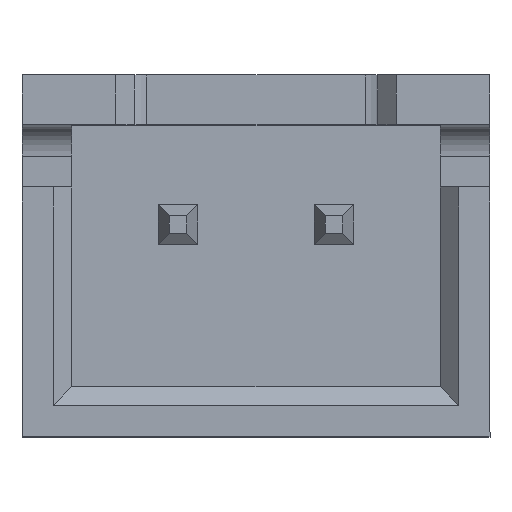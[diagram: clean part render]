
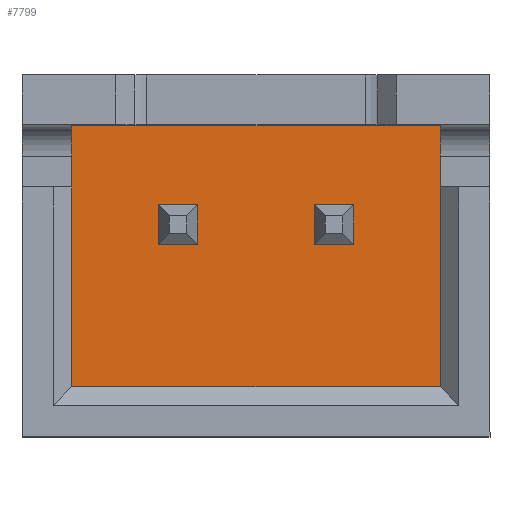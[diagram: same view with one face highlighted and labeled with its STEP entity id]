
A CAD part, top view. The second image highlights one B-rep face of the part: STEP entity #7799.
In plain terms, the highlighted planar face has unit normal (0, 0, 1).
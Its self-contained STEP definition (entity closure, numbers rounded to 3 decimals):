
#24 = CARTESIAN_POINT ( 'NONE',  ( 0.93, 0.01, 2. ) ) ;
#238 = EDGE_CURVE ( 'NONE', #1911, #9877, #14469, .T. ) ;
#290 = LINE ( 'NONE', #4942, #1600 ) ;
#678 = LINE ( 'NONE', #3782, #14425 ) ;
#699 = LINE ( 'NONE', #6315, #3158 ) ;
#722 = CARTESIAN_POINT ( 'NONE',  ( 0., 0.19, 2. ) ) ;
#774 = EDGE_CURVE ( 'NONE', #12048, #9067, #10029, .T. ) ;
#988 = VERTEX_POINT ( 'NONE', #5985 ) ;
#999 = EDGE_CURVE ( 'NONE', #12775, #12048, #4100, .T. ) ;
#1356 = EDGE_CURVE ( 'NONE', #9877, #7440, #6007, .T. ) ;
#1600 = VECTOR ( 'NONE', #9204, 1000. ) ;
#1615 = CARTESIAN_POINT ( 'NONE',  ( 1.57, 0.83, 2. ) ) ;
#1667 = VECTOR ( 'NONE', #11374, 1000. ) ;
#1819 = ORIENTED_EDGE ( 'NONE', *, *, #6837, .T. ) ;
#1911 = VERTEX_POINT ( 'NONE', #7647 ) ;
#2541 = EDGE_CURVE ( 'NONE', #7561, #12515, #6184, .T. ) ;
#2981 = EDGE_CURVE ( 'NONE', #988, #1911, #678, .T. ) ;
#3124 = DIRECTION ( 'NONE',  ( 1., 0., 0. ) ) ;
#3137 = CARTESIAN_POINT ( 'NONE',  ( -2.95, 2.11, 2. ) ) ;
#3158 = VECTOR ( 'NONE', #6389, 1000. ) ;
#3699 = EDGE_LOOP ( 'NONE', ( #14061, #1819, #13744, #9212 ) ) ;
#3782 = CARTESIAN_POINT ( 'NONE',  ( -2.95, -2.09, 2. ) ) ;
#3940 = LINE ( 'NONE', #10935, #6496 ) ;
#4100 = LINE ( 'NONE', #722, #5477 ) ;
#4241 = CARTESIAN_POINT ( 'NONE',  ( 0., 0.83, 2. ) ) ;
#4365 = DIRECTION ( 'NONE',  ( 0., 1., 0. ) ) ;
#4942 = CARTESIAN_POINT ( 'NONE',  ( -1.57, 0.01, 2. ) ) ;
#5351 = EDGE_CURVE ( 'NONE', #12775, #13251, #12116, .T. ) ;
#5477 = VECTOR ( 'NONE', #13015, 1000. ) ;
#5615 = ORIENTED_EDGE ( 'NONE', *, *, #2981, .T. ) ;
#5774 = ORIENTED_EDGE ( 'NONE', *, *, #238, .T. ) ;
#5790 = VERTEX_POINT ( 'NONE', #9826 ) ;
#5952 = VECTOR ( 'NONE', #13927, 1000. ) ;
#5985 = CARTESIAN_POINT ( 'NONE',  ( -2.95, -2.09, 2. ) ) ;
#6007 = LINE ( 'NONE', #12693, #5952 ) ;
#6009 = EDGE_LOOP ( 'NONE', ( #10782, #11364, #5615, #5774 ) ) ;
#6184 = LINE ( 'NONE', #10801, #13694 ) ;
#6315 = CARTESIAN_POINT ( 'NONE',  ( -2.95, 2.11, 2. ) ) ;
#6352 = VERTEX_POINT ( 'NONE', #7564 ) ;
#6389 = DIRECTION ( 'NONE',  ( 0., -1., 0. ) ) ;
#6496 = VECTOR ( 'NONE', #3124, 1000. ) ;
#6642 = VECTOR ( 'NONE', #4365, 1000. ) ;
#6815 = PLANE ( 'NONE',  #11560 ) ;
#6837 = EDGE_CURVE ( 'NONE', #6352, #7561, #290, .T. ) ;
#7200 = DIRECTION ( 'NONE',  ( 0., 0., 1. ) ) ;
#7277 = CARTESIAN_POINT ( 'NONE',  ( 0., 0.01, 2. ) ) ;
#7319 = VECTOR ( 'NONE', #14379, 1000. ) ;
#7440 = VERTEX_POINT ( 'NONE', #3137 ) ;
#7516 = CARTESIAN_POINT ( 'NONE',  ( -0.93, 0.01, 2. ) ) ;
#7561 = VERTEX_POINT ( 'NONE', #12788 ) ;
#7564 = CARTESIAN_POINT ( 'NONE',  ( -1.57, 0.19, 2. ) ) ;
#7647 = CARTESIAN_POINT ( 'NONE',  ( 2.95, -2.09, 2. ) ) ;
#7799 = ADVANCED_FACE ( 'NONE', ( #12610, #7956, #12470 ), #6815, .T. ) ;
#7956 = FACE_BOUND ( 'NONE', #3699, .T. ) ;
#8090 = CARTESIAN_POINT ( 'NONE',  ( 1.57, 0.19, 2. ) ) ;
#8333 = DIRECTION ( 'NONE',  ( -1., 0., 0. ) ) ;
#8620 = EDGE_CURVE ( 'NONE', #6352, #5790, #3940, .T. ) ;
#8646 = CARTESIAN_POINT ( 'NONE',  ( 1.57, 0.01, 2. ) ) ;
#8806 = DIRECTION ( 'NONE',  ( 1., 0., 0. ) ) ;
#9067 = VERTEX_POINT ( 'NONE', #1615 ) ;
#9204 = DIRECTION ( 'NONE',  ( 0., 1., 0. ) ) ;
#9212 = ORIENTED_EDGE ( 'NONE', *, *, #10331, .F. ) ;
#9667 = DIRECTION ( 'NONE',  ( 1., 0., 0. ) ) ;
#9826 = CARTESIAN_POINT ( 'NONE',  ( -0.93, 0.19, 2. ) ) ;
#9877 = VERTEX_POINT ( 'NONE', #12084 ) ;
#9918 = LINE ( 'NONE', #4241, #11228 ) ;
#9993 = CARTESIAN_POINT ( 'NONE',  ( 0.93, 0.19, 2. ) ) ;
#10029 = LINE ( 'NONE', #8646, #6642 ) ;
#10331 = EDGE_CURVE ( 'NONE', #5790, #12515, #12174, .T. ) ;
#10596 = EDGE_CURVE ( 'NONE', #13251, #9067, #9918, .T. ) ;
#10627 = CARTESIAN_POINT ( 'NONE',  ( 0.93, 0.83, 2. ) ) ;
#10718 = DIRECTION ( 'NONE',  ( 1., 0., 0. ) ) ;
#10782 = ORIENTED_EDGE ( 'NONE', *, *, #1356, .T. ) ;
#10801 = CARTESIAN_POINT ( 'NONE',  ( 0., 0.83, 2. ) ) ;
#10935 = CARTESIAN_POINT ( 'NONE',  ( 0., 0.19, 2. ) ) ;
#11212 = VECTOR ( 'NONE', #13203, 1000. ) ;
#11228 = VECTOR ( 'NONE', #8806, 1000. ) ;
#11364 = ORIENTED_EDGE ( 'NONE', *, *, #11885, .T. ) ;
#11374 = DIRECTION ( 'NONE',  ( 0., 1., 0. ) ) ;
#11560 = AXIS2_PLACEMENT_3D ( 'NONE', #7277, #7200, #8333 ) ;
#11707 = ORIENTED_EDGE ( 'NONE', *, *, #10596, .T. ) ;
#11765 = EDGE_LOOP ( 'NONE', ( #13424, #13726, #11707, #11792 ) ) ;
#11792 = ORIENTED_EDGE ( 'NONE', *, *, #774, .F. ) ;
#11885 = EDGE_CURVE ( 'NONE', #7440, #988, #699, .T. ) ;
#12048 = VERTEX_POINT ( 'NONE', #8090 ) ;
#12084 = CARTESIAN_POINT ( 'NONE',  ( 2.95, 2.11, 2. ) ) ;
#12116 = LINE ( 'NONE', #24, #7319 ) ;
#12149 = CARTESIAN_POINT ( 'NONE',  ( -0.93, 0.83, 2. ) ) ;
#12174 = LINE ( 'NONE', #7516, #11212 ) ;
#12470 = FACE_BOUND ( 'NONE', #11765, .T. ) ;
#12515 = VERTEX_POINT ( 'NONE', #12149 ) ;
#12610 = FACE_OUTER_BOUND ( 'NONE', #6009, .T. ) ;
#12693 = CARTESIAN_POINT ( 'NONE',  ( 2.95, 2.11, 2. ) ) ;
#12775 = VERTEX_POINT ( 'NONE', #9993 ) ;
#12788 = CARTESIAN_POINT ( 'NONE',  ( -1.57, 0.83, 2. ) ) ;
#13015 = DIRECTION ( 'NONE',  ( 1., 0., 0. ) ) ;
#13203 = DIRECTION ( 'NONE',  ( 0., 1., 0. ) ) ;
#13251 = VERTEX_POINT ( 'NONE', #10627 ) ;
#13424 = ORIENTED_EDGE ( 'NONE', *, *, #999, .F. ) ;
#13694 = VECTOR ( 'NONE', #10718, 1000. ) ;
#13726 = ORIENTED_EDGE ( 'NONE', *, *, #5351, .T. ) ;
#13744 = ORIENTED_EDGE ( 'NONE', *, *, #2541, .T. ) ;
#13927 = DIRECTION ( 'NONE',  ( -1., 0., 0. ) ) ;
#14061 = ORIENTED_EDGE ( 'NONE', *, *, #8620, .F. ) ;
#14379 = DIRECTION ( 'NONE',  ( 0., 1., 0. ) ) ;
#14425 = VECTOR ( 'NONE', #9667, 1000. ) ;
#14469 = LINE ( 'NONE', #14542, #1667 ) ;
#14542 = CARTESIAN_POINT ( 'NONE',  ( 2.95, -2.09, 2. ) ) ;
